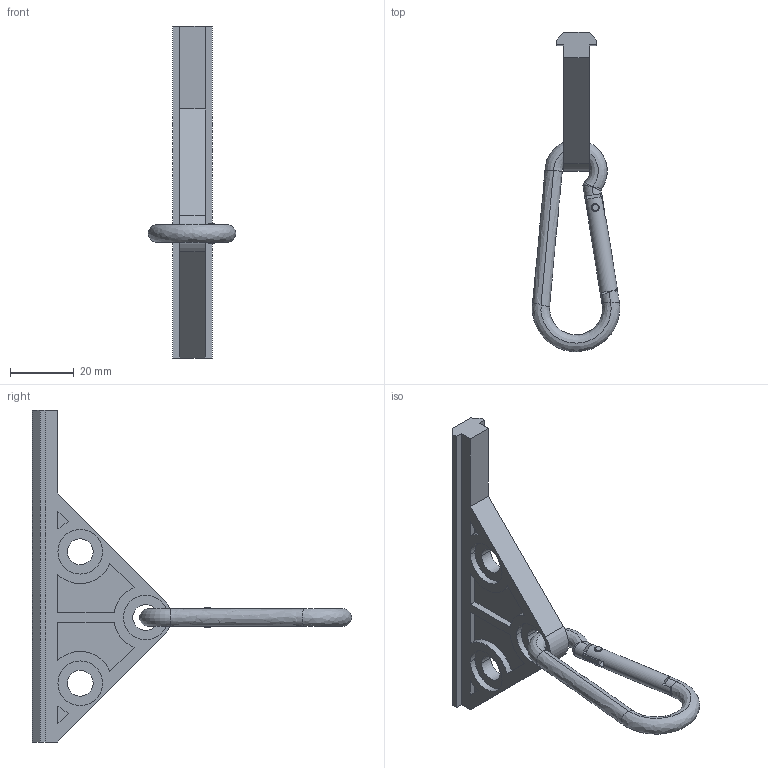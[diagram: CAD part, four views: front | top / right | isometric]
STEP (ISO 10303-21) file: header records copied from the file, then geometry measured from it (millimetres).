
FILE_DESCRIPTION (( 'STEP AP214' ), '1' );
FILE_NAME ('SNSD.30.50.75. Ïîäâåñ ñ êàðàáèíîì äëÿ ïðîôèëÿ, ïàç 8(A42).STEP', '2014-11-26T10:13:29', ( 'XTreme.ws' ), ( 'XTreme.ws' ), 'SwSTEP 2.0', 'SolidWorks 2014', '' );
FILE_SCHEMA (( 'AUTOMOTIVE_DESIGN' ));
Length unit declared in the file: millimetre
Products named in the file (5): SNSD.30.50.75. Ïîäâåñ ñ êàðàáèíîì äëÿ ïðîôèëÿ, ïàç 8(A42); SNSD.30.50.75. Êàðàáèí äëÿ ïðîôèëÿ, ïàç 8(A42)_§ ªàëâë©; SNSD.30.50.75. Êàðàáèí2 äëÿ ïðîôèëÿ, ïàç 8(A42)_00; SNSD.30.50.75. Êàðàáèí äëÿ ïðîôèëÿ, ïàç 8(A42)_00; SNSD.30.50.75. Ïîäâåñ äëÿ ïðîôèëÿ, ïàç 8(A42)_00
Assembly tree (4 placements, depth 3):
  SNSD.30.50.75. Ïîäâåñ ñ êàðàáèíîì äëÿ ïðîôèëÿ, ïàç 8(A42)
    SNSD.30.50.75. Ïîäâåñ äëÿ ïðîôèëÿ, ïàç 8(A42)_00
    SNSD.30.50.75. Êàðàáèí äëÿ ïðîôèëÿ, ïàç 8(A42)_§ ªàëâë©
      SNSD.30.50.75. Êàðàáèí äëÿ ïðîôèëÿ, ïàç 8(A42)_00
      SNSD.30.50.75. Êàðàáèí2 äëÿ ïðîôèëÿ, ïàç 8(A42)_00
Bounding box: 27.44 x 100.02 x 104 mm (x, y, z)
Volume: 18930.1 mm3; surface area: 11278.2 mm2
Topology: 3 solids, 3 shells, 140 faces, 342 edges, 220 vertices
Faces by surface type: plane 76, cylinder 47, bspline 13, torus 4
Entity records: 5722 total; most frequent: CARTESIAN_POINT 2275, DIRECTION 681, ORIENTED_EDGE 676, EDGE_CURVE 338, AXIS2_PLACEMENT_3D 250, VERTEX_POINT 220, LINE 181, VECTOR 181
